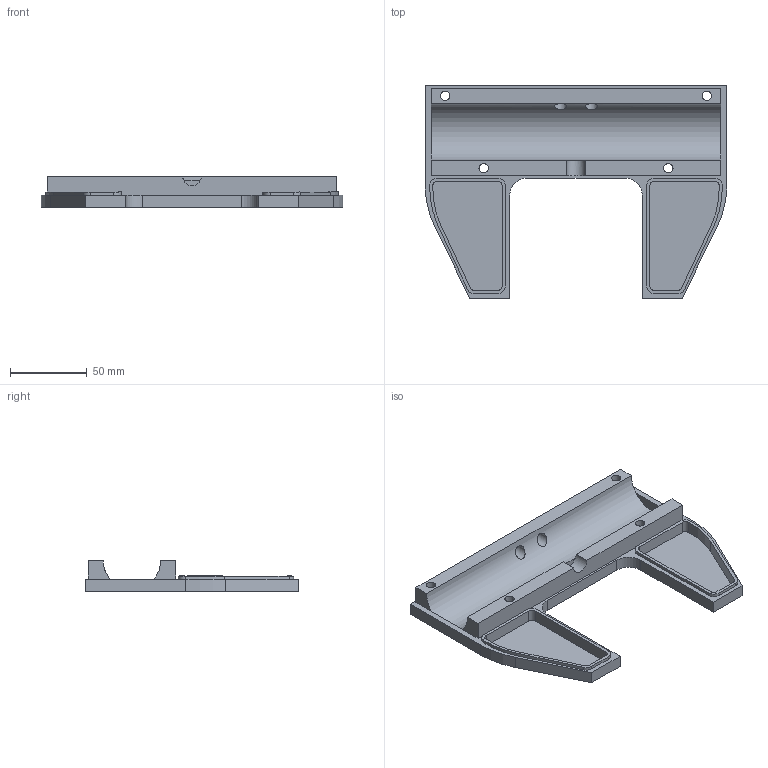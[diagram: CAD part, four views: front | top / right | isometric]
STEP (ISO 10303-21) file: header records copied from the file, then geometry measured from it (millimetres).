
FILE_DESCRIPTION(('FreeCAD Model'),'2;1');
FILE_NAME('Open CASCADE Shape Model','2023-10-19T09:08:38',(''),(''), 'Open CASCADE STEP processor 7.5','FreeCAD','Unknown');
FILE_SCHEMA(('AUTOMOTIVE_DESIGN { 1 0 10303 214 1 1 1 1 }'));
Length unit declared in the file: millimetre
Products named in the file (1): motorcover
Bounding box: 196 x 138 x 20 mm (x, y, z)
Volume: 140293 mm3; surface area: 59035.5 mm2
Topology: 1 solids, 1 shells, 85 faces, 239 edges, 158 vertices
Faces by surface type: plane 49, cylinder 36
Full cylindrical faces by diameter (mm): 6.1 x4, 8 x2, 12 x4
Entity records: 6208 total; most frequent: CARTESIAN_POINT 1403, DIRECTION 927, LINE 525, VECTOR 525, ORIENTED_EDGE 470, PCURVE 470, DEFINITIONAL_REPRESENTATION 470, EDGE_CURVE 235
